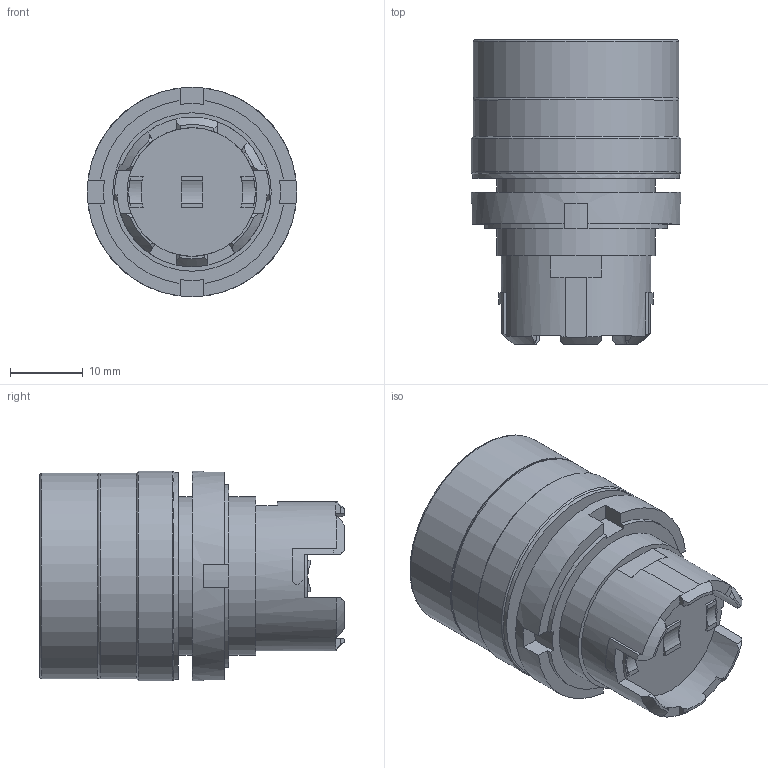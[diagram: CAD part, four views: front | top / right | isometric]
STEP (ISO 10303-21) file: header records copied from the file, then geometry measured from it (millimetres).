
FILE_DESCRIPTION( ( 'Unknown' ), '1' );
FILE_NAME( 'A204B-AF2Ex-Solid3D-20180706.stp', 'Unknown', ( 'Unknown' ), ( 'Unknown' ), 'XStep 1.0', 'Unknown', ' ' );
FILE_SCHEMA( ( 'automotive_design' ) );
Length unit declared in the file: millimetre
Products named in the file (1): BA20LU16U5-A20L面框(U5)防觸環10.5mm_
Bounding box: 28.8 x 41.9 x 28.8 mm (x, y, z)
Volume: 19955.3 mm3; surface area: 5451.3 mm2
Topology: 1 solids, 1 shells, 156 faces, 421 edges, 277 vertices
Faces by surface type: plane 104, cylinder 38, cone 8, torus 6
Full cylindrical faces by diameter (mm): 21.801 x2, 24.1 x1, 28.3 x2, 28.5 x1, 28.8 x2
Entity records: 6105 total; most frequent: CARTESIAN_POINT 960, DIRECTION 821, ORIENTED_EDGE 798, EDGE_CURVE 399, AXIS2_PLACEMENT_3D 302, VERTEX_POINT 269, LINE 217, VECTOR 217
